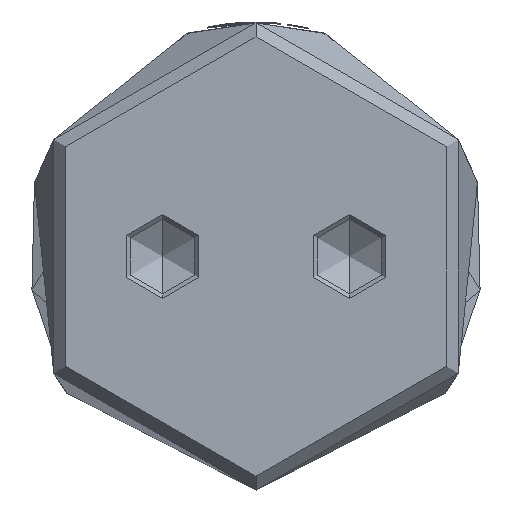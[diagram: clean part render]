
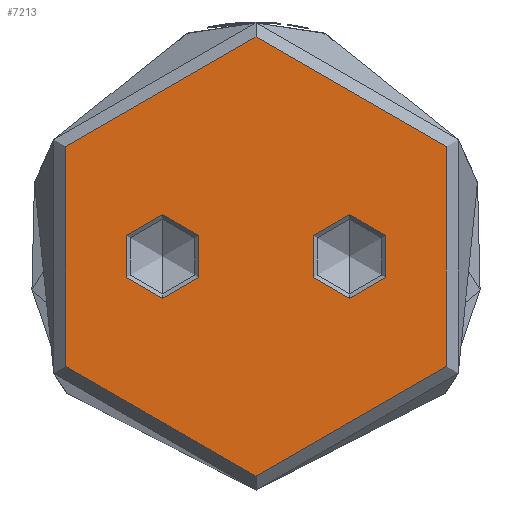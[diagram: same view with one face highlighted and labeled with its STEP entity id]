
A CAD part, front view. The second image highlights one B-rep face of the part: STEP entity #7213.
In plain terms, the highlighted face is planar.
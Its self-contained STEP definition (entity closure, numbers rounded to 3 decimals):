
#65 = VERTEX_POINT ( 'NONE', #920 ) ;
#84 = DIRECTION ( 'NONE',  ( 1., 0., 0. ) ) ;
#223 = CARTESIAN_POINT ( 'NONE',  ( 23.5, 0., 0. ) ) ;
#299 = CARTESIAN_POINT ( 'NONE',  ( 4.5, -10., 0. ) ) ;
#421 = ORIENTED_EDGE ( 'NONE', *, *, #3041, .T. ) ;
#434 = VERTEX_POINT ( 'NONE', #1288 ) ;
#452 = DIRECTION ( 'NONE',  ( 0., 0., 1. ) ) ;
#783 = ORIENTED_EDGE ( 'NONE', *, *, #2521, .F. ) ;
#920 = CARTESIAN_POINT ( 'NONE',  ( -4.5, 10., 0. ) ) ;
#1133 = CARTESIAN_POINT ( 'NONE',  ( 0., -10., 0. ) ) ;
#1139 = FACE_OUTER_BOUND ( 'NONE', #5502, .T. ) ;
#1288 = CARTESIAN_POINT ( 'NONE',  ( 4.5, 10., 0. ) ) ;
#1473 = VERTEX_POINT ( 'NONE', #2820 ) ;
#1681 = VERTEX_POINT ( 'NONE', #299 ) ;
#1691 = DIRECTION ( 'NONE',  ( 1., 0., 0. ) ) ;
#1857 = ORIENTED_EDGE ( 'NONE', *, *, #4767, .T. ) ;
#1876 = PLANE ( 'NONE',  #6118 ) ;
#1932 = CIRCLE ( 'NONE', #3227, 4.5 ) ;
#2133 = CIRCLE ( 'NONE', #2392, 4.5 ) ;
#2297 = AXIS2_PLACEMENT_3D ( 'NONE', #3830, #452, #4408 ) ;
#2392 = AXIS2_PLACEMENT_3D ( 'NONE', #6269, #2851, #6855 ) ;
#2441 = DIRECTION ( 'NONE',  ( 0., 0., -1. ) ) ;
#2521 = EDGE_CURVE ( 'NONE', #434, #65, #7325, .T. ) ;
#2752 = CARTESIAN_POINT ( 'NONE',  ( 0., 0., 0. ) ) ;
#2760 = DIRECTION ( 'NONE',  ( 0., 0., 1. ) ) ;
#2820 = CARTESIAN_POINT ( 'NONE',  ( -23.5, 0., 0. ) ) ;
#2821 = CIRCLE ( 'NONE', #3740, 23.5 ) ;
#2851 = DIRECTION ( 'NONE',  ( 0., 0., -1. ) ) ;
#3041 = EDGE_CURVE ( 'NONE', #6312, #1681, #2133, .T. ) ;
#3227 = AXIS2_PLACEMENT_3D ( 'NONE', #6175, #2760, #6774 ) ;
#3311 = DIRECTION ( 'NONE',  ( 1., 0., 0. ) ) ;
#3437 = CARTESIAN_POINT ( 'NONE',  ( -4.5, -10., 0. ) ) ;
#3454 = DIRECTION ( 'NONE',  ( 0., 0., 1. ) ) ;
#3579 = ORIENTED_EDGE ( 'NONE', *, *, #6159, .F. ) ;
#3740 = AXIS2_PLACEMENT_3D ( 'NONE', #2752, #6767, #3311 ) ;
#3830 = CARTESIAN_POINT ( 'NONE',  ( 0., 10., 0. ) ) ;
#3961 = FACE_BOUND ( 'NONE', #4884, .T. ) ;
#3970 = CIRCLE ( 'NONE', #4080, 23.5 ) ;
#4080 = AXIS2_PLACEMENT_3D ( 'NONE', #6891, #3454, #84 ) ;
#4125 = CARTESIAN_POINT ( 'NONE',  ( 0., 0., 0. ) ) ;
#4395 = ORIENTED_EDGE ( 'NONE', *, *, #5928, .T. ) ;
#4408 = DIRECTION ( 'NONE',  ( 1., 0., 0. ) ) ;
#4767 = EDGE_CURVE ( 'NONE', #1681, #6312, #5032, .T. ) ;
#4884 = EDGE_LOOP ( 'NONE', ( #783, #3579 ) ) ;
#5032 = CIRCLE ( 'NONE', #7140, 4.5 ) ;
#5092 = DIRECTION ( 'NONE',  ( 0., 0., -1. ) ) ;
#5474 = FACE_BOUND ( 'NONE', #6356, .T. ) ;
#5502 = EDGE_LOOP ( 'NONE', ( #6097, #4395 ) ) ;
#5928 = EDGE_CURVE ( 'NONE', #6942, #1473, #2821, .T. ) ;
#6097 = ORIENTED_EDGE ( 'NONE', *, *, #6639, .T. ) ;
#6118 = AXIS2_PLACEMENT_3D ( 'NONE', #4125, #2441, #6449 ) ;
#6159 = EDGE_CURVE ( 'NONE', #65, #434, #1932, .T. ) ;
#6175 = CARTESIAN_POINT ( 'NONE',  ( 0., 10., 0. ) ) ;
#6269 = CARTESIAN_POINT ( 'NONE',  ( 0., -10., 0. ) ) ;
#6312 = VERTEX_POINT ( 'NONE', #3437 ) ;
#6356 = EDGE_LOOP ( 'NONE', ( #1857, #421 ) ) ;
#6449 = DIRECTION ( 'NONE',  ( -1., 0., 0. ) ) ;
#6639 = EDGE_CURVE ( 'NONE', #1473, #6942, #3970, .T. ) ;
#6767 = DIRECTION ( 'NONE',  ( 0., 0., 1. ) ) ;
#6774 = DIRECTION ( 'NONE',  ( 1., 0., 0. ) ) ;
#6855 = DIRECTION ( 'NONE',  ( 1., 0., 0. ) ) ;
#6891 = CARTESIAN_POINT ( 'NONE',  ( 0., 0., 0. ) ) ;
#6942 = VERTEX_POINT ( 'NONE', #223 ) ;
#7140 = AXIS2_PLACEMENT_3D ( 'NONE', #1133, #5092, #1691 ) ;
#7213 = ADVANCED_FACE ( 'NONE', ( #1139, #3961, #5474 ), #1876, .F. ) ;
#7325 = CIRCLE ( 'NONE', #2297, 4.5 ) ;
